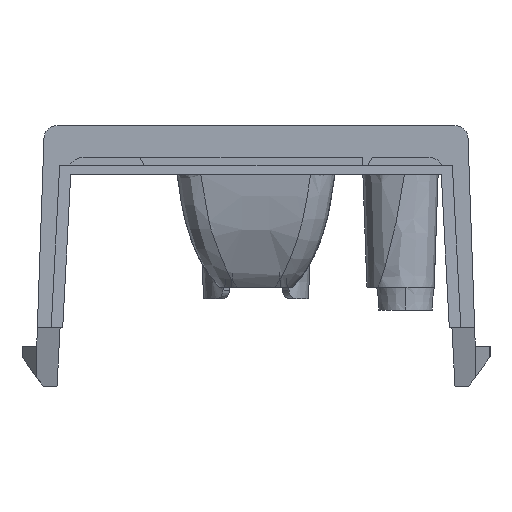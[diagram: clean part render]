
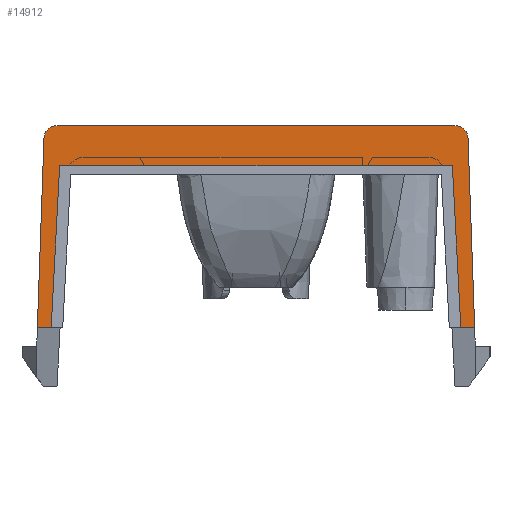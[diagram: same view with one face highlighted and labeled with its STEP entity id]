
A CAD part, left-side view. The second image highlights one B-rep face of the part: STEP entity #14912.
In plain terms, the highlighted planar face has unit normal (-1, 0, 0).
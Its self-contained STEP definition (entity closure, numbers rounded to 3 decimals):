
#377=DIRECTION('',(0.,-1.,0.));
#378=VECTOR('',#377,0.846);
#379=CARTESIAN_POINT('',(-138.911,44.468,-2.572));
#380=LINE('',#379,#378);
#715=DIRECTION('',(0.,-1.,0.));
#716=VECTOR('',#715,0.846);
#717=CARTESIAN_POINT('',(-138.911,18.595,-2.572));
#718=LINE('',#717,#716);
#1126=DIRECTION('',(0.,0.052,0.999));
#1127=VECTOR('',#1126,9.898);
#1128=CARTESIAN_POINT('',(-138.911,18.595,
-2.572));
#1129=LINE('',#1128,#1127);
#1130=DIRECTION('',(0.,1.,0.));
#1131=VECTOR('',#1130,23.99);
#1132=CARTESIAN_POINT('',(-138.911,19.114,7.313));
#1133=LINE('',#1132,#1131);
#1134=DIRECTION('',(0.,0.052,-0.999));
#1135=VECTOR('',#1134,9.898);
#1136=CARTESIAN_POINT('',(-138.911,43.103,7.313));
#1137=LINE('',#1136,#1135);
#1138=DIRECTION('',(0.,-0.035,0.999));
#1139=VECTOR('',#1138,11.559);
#1140=CARTESIAN_POINT('',(-138.911,44.468,
-2.572));
#1141=LINE('',#1140,#1139);
#1142=CARTESIAN_POINT('',(-138.911,43.262,8.952));
#1143=DIRECTION('',(1.,0.,0.));
#1144=DIRECTION('',(0.,0.999,0.035));
#1145=AXIS2_PLACEMENT_3D('',#1142,#1143,#1144);
#1147=CARTESIAN_POINT('',(-138.911,18.955,8.952));
#1148=DIRECTION('',(1.,0.,0.));
#1149=DIRECTION('',(0.,0.,1.));
#1150=AXIS2_PLACEMENT_3D('',#1147,#1148,#1149);
#1152=DIRECTION('',(0.,-0.035,-0.999));
#1153=VECTOR('',#1152,11.559);
#1154=CARTESIAN_POINT('',(-138.911,18.153,8.98));
#1155=LINE('',#1154,#1153);
#1214=DIRECTION('',(0.,1.,0.));
#1215=VECTOR('',#1214,24.307);
#1216=CARTESIAN_POINT('',(-138.911,18.955,9.755));
#1217=LINE('',#1216,#1215);
#12694=CARTESIAN_POINT('',(-138.911,17.749,
-2.572));
#12696=VERTEX_POINT('',#12694);
#12702=CARTESIAN_POINT('',(-138.911,18.595,
-2.572));
#12703=VERTEX_POINT('',#12702);
#12704=CARTESIAN_POINT('',(-138.911,18.153,
8.98));
#12705=VERTEX_POINT('',#12704);
#12720=CARTESIAN_POINT('',(-138.911,19.114,
7.313));
#12721=VERTEX_POINT('',#12720);
#12722=CARTESIAN_POINT('',(-138.911,43.103,
7.313));
#12723=VERTEX_POINT('',#12722);
#12724=CARTESIAN_POINT('',(-138.911,43.622,
-2.572));
#12725=VERTEX_POINT('',#12724);
#12726=CARTESIAN_POINT('',(-138.911,44.468,
-2.572));
#12727=VERTEX_POINT('',#12726);
#12728=CARTESIAN_POINT('',(-138.911,44.064,
8.98));
#12729=VERTEX_POINT('',#12728);
#12730=CARTESIAN_POINT('',(-138.911,43.262,
9.755));
#12731=VERTEX_POINT('',#12730);
#12732=CARTESIAN_POINT('',(-138.911,18.955,
9.755));
#12733=VERTEX_POINT('',#12732);
#14892=CARTESIAN_POINT('',(-138.911,0.,32.992));
#14893=DIRECTION('',(-1.,0.,0.));
#14894=DIRECTION('',(0.,-1.,0.));
#14895=AXIS2_PLACEMENT_3D('',#14892,#14893,#14894);
#14896=PLANE('',#14895);
#14897=ORIENTED_EDGE('',*,*,#14361,.F.);
#14898=ORIENTED_EDGE('',*,*,#14874,.T.);
#14899=ORIENTED_EDGE('',*,*,#14884,.T.);
#14900=ORIENTED_EDGE('',*,*,#13961,.T.);
#14901=ORIENTED_EDGE('',*,*,#13976,.F.);
#14902=ORIENTED_EDGE('',*,*,#14012,.T.);
#14904=ORIENTED_EDGE('',*,*,#14903,.T.);
#14906=ORIENTED_EDGE('',*,*,#14905,.F.);
#14908=ORIENTED_EDGE('',*,*,#14907,.T.);
#14909=ORIENTED_EDGE('',*,*,#14324,.T.);
#14910=EDGE_LOOP('',(#14897,#14898,#14899,#14900,#14901,#14902,#14904,#14906,
#14908,#14909));
#14911=FACE_OUTER_BOUND('',#14910,.F.);
#14912=ADVANCED_FACE('',(#14911),#14896,.T.);
#1146=CIRCLE('',#1145,0.803);
#1151=CIRCLE('',#1150,0.803);
#13961=EDGE_CURVE('',#12723,#12725,#1137,.T.);
#13976=EDGE_CURVE('',#12727,#12725,#380,.T.);
#14012=EDGE_CURVE('',#12727,#12729,#1141,.T.);
#14324=EDGE_CURVE('',#12705,#12696,#1155,.T.);
#14361=EDGE_CURVE('',#12703,#12696,#718,.T.);
#14874=EDGE_CURVE('',#12703,#12721,#1129,.T.);
#14884=EDGE_CURVE('',#12721,#12723,#1133,.T.);
#14903=EDGE_CURVE('',#12729,#12731,#1146,.T.);
#14905=EDGE_CURVE('',#12733,#12731,#1217,.T.);
#14907=EDGE_CURVE('',#12733,#12705,#1151,.T.);
